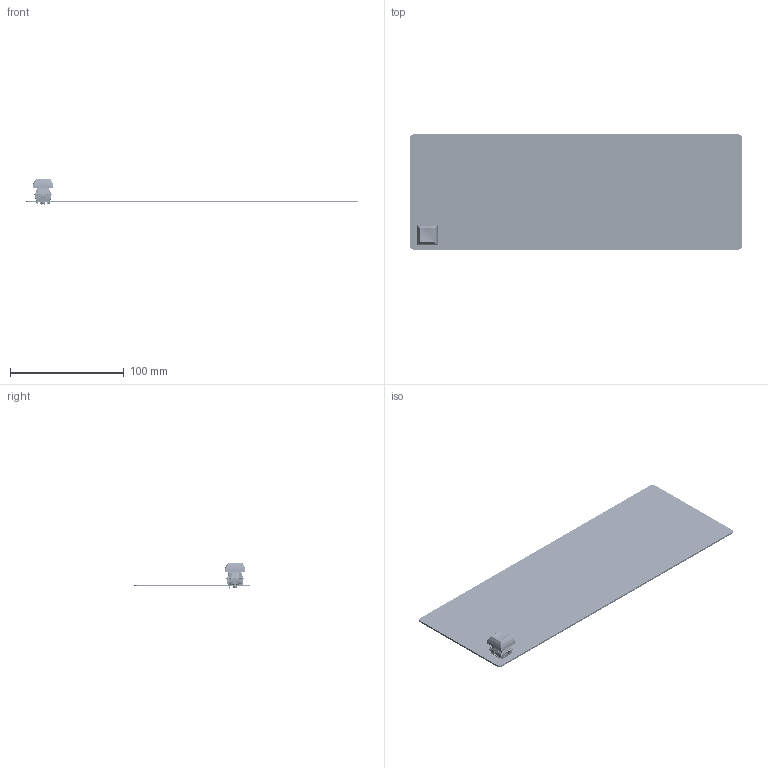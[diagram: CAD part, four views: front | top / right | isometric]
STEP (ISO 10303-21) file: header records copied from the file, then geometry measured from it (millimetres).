
FILE_DESCRIPTION(('Open CASCADE Model'),'2;1');
FILE_NAME('Open CASCADE Shape Model','2025-09-24T19:25:14',('Author'),( 'Open CASCADE'),'Open CASCADE STEP processor 7.5','Open CASCADE 7.5' ,'Unknown');
FILE_SCHEMA(('AUTOMOTIVE_DESIGN { 1 0 10303 214 1 1 1 1 }'));
Length unit declared in the file: millimetre
Products named in the file (18): PCB; Board; Open CASCADE STEP translator 7.5 6.1.1; SW54; ؜װƤ; 总装配.STEP; 8x8灯板.step_1.STEP; U1~1010RGB~LED-SMD_4P-L1.0-W1.0_LED1010-RGB~sy5r.step_1.STEP; 1010RGB~LED-SMD_4P-L1.0-W1.0_LED1010-RGB~sy5r.step_1.STEP; Board~sy5r.step_1.STEP; MX 按键_1.STEP; MX 轴 按键_1.STEP; MX 轴 轴体_1.STEP; MX轴 无帽LED_1.STEP; MX轴 轴体 底部_1.STEP; 针脚_1.STEP; Test1_无限位_1.STEP; 键帽Part2-fix_1.STEP
Assembly tree (80 placements, depth 7):
  PCB
    Board
      Open CASCADE STEP translator 7.5 6.1.1
    SW54
      ؜װƤ
        总装配.STEP
          8x8灯板.step_1.STEP
            U1~1010RGB~LED-SMD_4P-L1.0-W1.0_LED1010-RGB~sy5r.step_1.STEP  x64
              1010RGB~LED-SMD_4P-L1.0-W1.0_LED1010-RGB~sy5r.step_1.STEP
            Board~sy5r.step_1.STEP
          MX 按键_1.STEP
            MX 轴 按键_1.STEP
            MX 轴 轴体_1.STEP
            MX轴 无帽LED_1.STEP
            MX轴 轴体 底部_1.STEP
            针脚_1.STEP
          Test1_无限位_1.STEP
          键帽Part2-fix_1.STEP
Bounding box: 291.75 x 101.25 x 22.95 mm (x, y, z)
Volume: 49545.3 mm3; surface area: 65895.7 mm2
Topology: 78 solids, 78 shells, 19902 faces, 53973 edges, 35394 vertices
Faces by surface type: plane 11642, bspline 6382, cylinder 1498, torus 209, sphere 123, revolution 38, cone 10
Full cylindrical faces by diameter (mm): 0.9 x2, 1.4 x2, 1.75 x2, 3.85 x1
Entity records: 65502 total; most frequent: CARTESIAN_POINT 17096, ORIENTED_EDGE 9672, DIRECTION 9460, EDGE_CURVE 4836, AXIS2_PLACEMENT_3D 3402, VERTEX_POINT 2886, LINE 2618, VECTOR 2618
